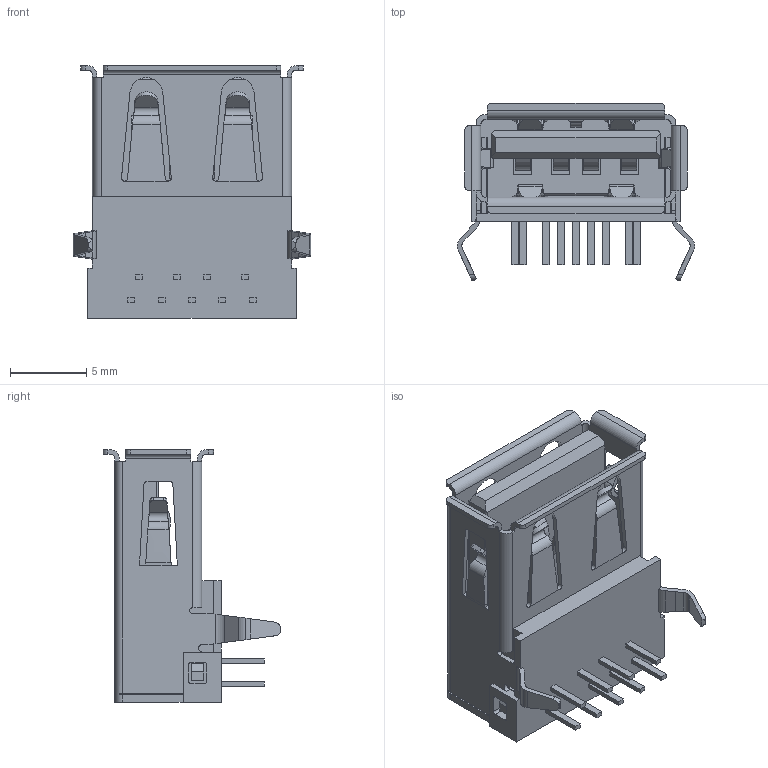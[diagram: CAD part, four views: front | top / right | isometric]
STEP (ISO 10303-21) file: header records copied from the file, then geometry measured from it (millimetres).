
FILE_DESCRIPTION(('STEP AP242'),'1');
FILE_NAME('u231-091n-1blrc19-s5.stp','2021-02-27T16:39:32',('TraceParts'),('TraceParts S.A.'),'Spatial InterOp 3D',' ',' ');
FILE_SCHEMA(('AP242_MANAGED_MODEL_BASED_3D_ENGINEERING_MIM_LF {1 0 10303 442 1 1 4}'));
Length unit declared in the file: millimetre
Products named in the file (1): u231-091n-1blrc19-s5
Bounding box: 15.6 x 11.66 x 16.6 mm (x, y, z)
Volume: 882.5 mm3; surface area: 1904.1 mm2
Topology: 1 solids, 1 shells, 930 faces, 2655 edges, 1729 vertices
Faces by surface type: plane 739, cylinder 153, bspline 30, extrusion 6, cone 2
Entity records: 31415 total; most frequent: CARTESIAN_POINT 7472, ORIENTED_EDGE 5310, DIRECTION 4396, EDGE_CURVE 2655, VECTOR 2270, LINE 2264, VERTEX_POINT 1729, AXIS2_PLACEMENT_3D 1063
